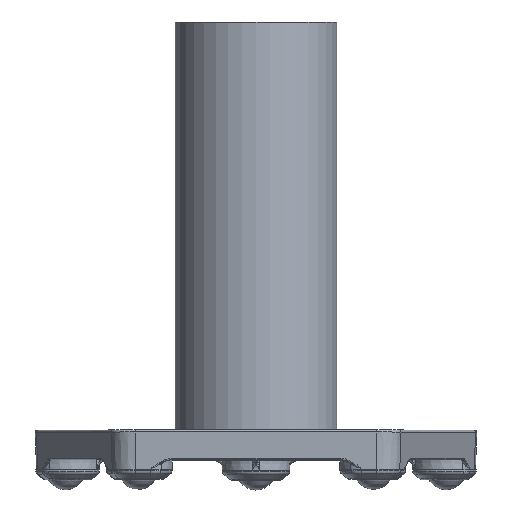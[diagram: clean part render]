
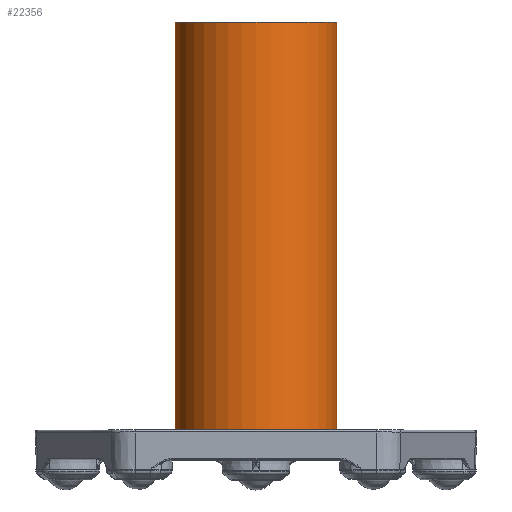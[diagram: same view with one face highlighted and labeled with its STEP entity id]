
A CAD part, top view. The second image highlights one B-rep face of the part: STEP entity #22356.
In plain terms, the highlighted cylindrical face has radius 51.816 mm (diameter 103.632 mm), a full revolution.
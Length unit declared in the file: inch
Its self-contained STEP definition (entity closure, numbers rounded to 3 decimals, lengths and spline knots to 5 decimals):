
#490=CYLINDRICAL_SURFACE('',#24341,2.04);
#1640=CIRCLE('',#24342,2.04);
#1641=CIRCLE('',#24343,2.04);
#1834=FACE_BOUND('',#5121,.T.);
#3666=FACE_OUTER_BOUND('',#5120,.T.);
#5120=EDGE_LOOP('',(#19493));
#5121=EDGE_LOOP('',(#19494));
#10308=VERTEX_POINT('',#51308);
#10309=VERTEX_POINT('',#51310);
#13371=EDGE_CURVE('',#10308,#10308,#1640,.T.);
#13372=EDGE_CURVE('',#10309,#10309,#1641,.T.);
#19493=ORIENTED_EDGE('',*,*,#13371,.F.);
#19494=ORIENTED_EDGE('',*,*,#13372,.T.);
#22356=ADVANCED_FACE('',(#3666,#1834),#490,.T.);
#24341=AXIS2_PLACEMENT_3D('',#51307,#29579,#29580);
#24342=AXIS2_PLACEMENT_3D('',#51309,#29581,#29582);
#24343=AXIS2_PLACEMENT_3D('',#51311,#29583,#29584);
#29579=DIRECTION('center_axis',(0.,-1.,0.));
#29580=DIRECTION('ref_axis',(0.,0.,-1.));
#29581=DIRECTION('center_axis',(0.,1.,0.));
#29582=DIRECTION('ref_axis',(0.,0.,1.));
#29583=DIRECTION('center_axis',(0.,1.,0.));
#29584=DIRECTION('ref_axis',(0.,0.,1.));
#51307=CARTESIAN_POINT('Origin',(0.,10.811,0.));
#51308=CARTESIAN_POINT('',(0.,10.811,-2.04));
#51309=CARTESIAN_POINT('Origin',(0.,10.811,0.));
#51310=CARTESIAN_POINT('',(0.,0.,-2.04));
#51311=CARTESIAN_POINT('Origin',(0.,0.,0.));
